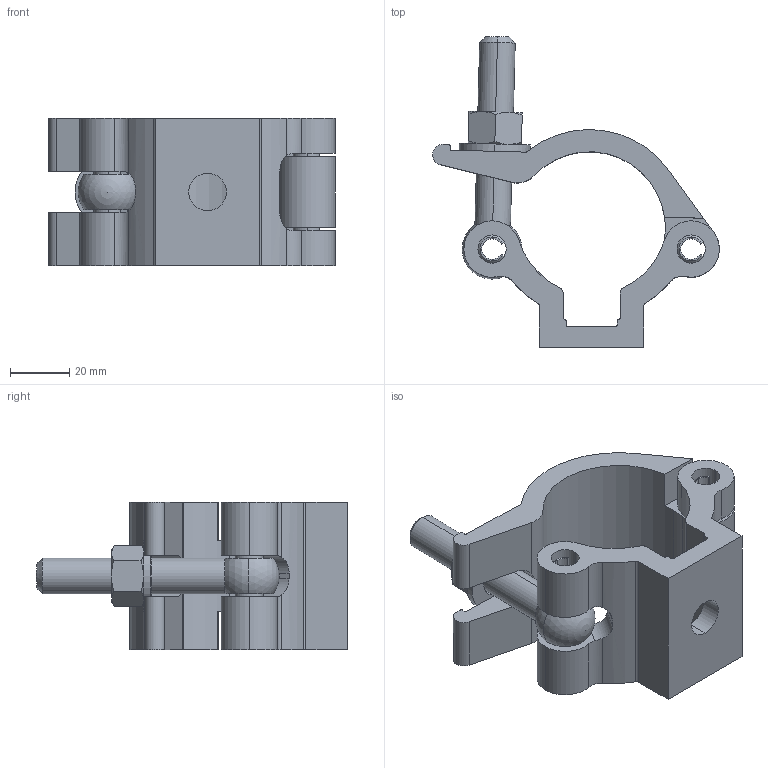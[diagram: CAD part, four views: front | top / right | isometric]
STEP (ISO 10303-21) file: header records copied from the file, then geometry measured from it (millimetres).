
FILE_DESCRIPTION (( 'STEP AP203' ), '1' );
FILE_NAME ('T58100 & T58101.STEP', '2018-08-08T11:15:53', ( '' ), ( '' ), 'SwSTEP 2.0', 'SolidWorks 2016', '' );
FILE_SCHEMA (( 'CONFIG_CONTROL_DESIGN' ));
Length unit declared in the file: millimetre
Products named in the file (10): TH2006_TH2006 - 50MM WIDE; TH566; F790; T78005; Hex Nut Style 1 GradeAB_Doughty Fastners_Hexagon Nut ISO - 4032 - M12 - D - S; A Washer_Bright washer BS 4320 - M12 (Form A); TH2005_TH2005 - 50MM WIDE; TH257_TH257; TH640_TH640; T58100 & T58101
Assembly tree (10 placements, depth 3):
  T58100 & T58101
    TH640_TH640
      TH2006_TH2006 - 50MM WIDE
    TH257_TH257
      TH2005_TH2005 - 50MM WIDE
    F790  x2
    T78005
      TH566
      A Washer_Bright washer BS 4320 - M12 (Form A)
      Hex Nut Style 1 GradeAB_Doughty Fastners_Hexagon Nut ISO - 4032 - M12 - D - S
Bounding box: 96.7 x 104.95 x 49.9 mm (x, y, z)
Volume: 101065.9 mm3; surface area: 41335.1 mm2
Topology: 7 solids, 7 shells, 210 faces, 515 edges, 318 vertices
Faces by surface type: cylinder 92, cone 62, plane 53, sphere 3
Entity records: 7098 total; most frequent: CARTESIAN_POINT 1308, DIRECTION 1072, ORIENTED_EDGE 948, EDGE_CURVE 474, AXIS2_PLACEMENT_3D 428, VERTEX_POINT 292, CIRCLE 218, LINE 216
